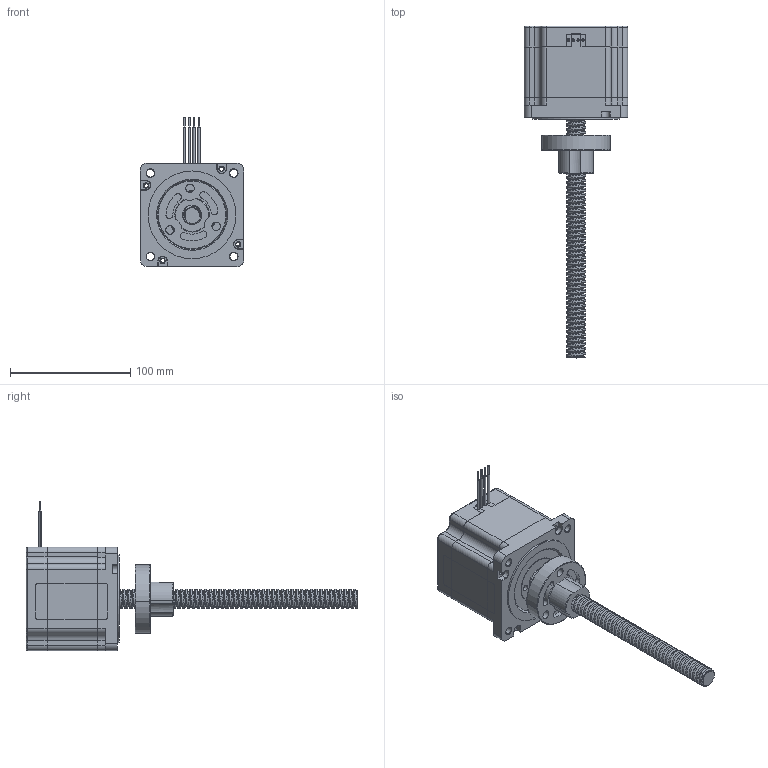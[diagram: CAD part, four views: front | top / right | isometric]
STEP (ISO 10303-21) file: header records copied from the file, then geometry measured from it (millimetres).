
FILE_DESCRIPTION (( 'STEP AP214' ), '1' );
FILE_NAME ('34E21-200.STEP', '2023-03-07T08:06:34', ( '' ), ( '' ), 'SwSTEP 2.0', 'SolidWorks 2022', '' );
FILE_SCHEMA (( 'AUTOMOTIVE_DESIGN' ));
Length unit declared in the file: millimetre
Products named in the file (10): 57铭牌.STP; 34E21-200.STP; 15.875.STP; 34E21-200; 01-013.STP; 06-185.STP; 86铭牌.STP; 02-030.STP; 06-010.STP; 01-014.STP
Assembly tree (9 placements, depth 3):
  34E21-200
    34E21-200.STP
      02-030.STP
      01-013.STP
      01-014.STP
      06-010.STP
      15.875.STP
      86铭牌.STP
      57铭牌.STP
      06-185.STP
Bounding box: 86.1 x 276 x 124 mm (x, y, z)
Volume: 330723.9 mm3; surface area: 152494.9 mm2
Topology: 8 solids, 8 shells, 794 faces, 2166 edges, 1412 vertices
Faces by surface type: cylinder 537, plane 199, torus 30, cone 26, bspline 2
Entity records: 34015 total; most frequent: CARTESIAN_POINT 14277, ORIENTED_EDGE 4332, DIRECTION 3983, EDGE_CURVE 2166, AXIS2_PLACEMENT_3D 1528, VERTEX_POINT 1412, VECTOR 927, LINE 927
